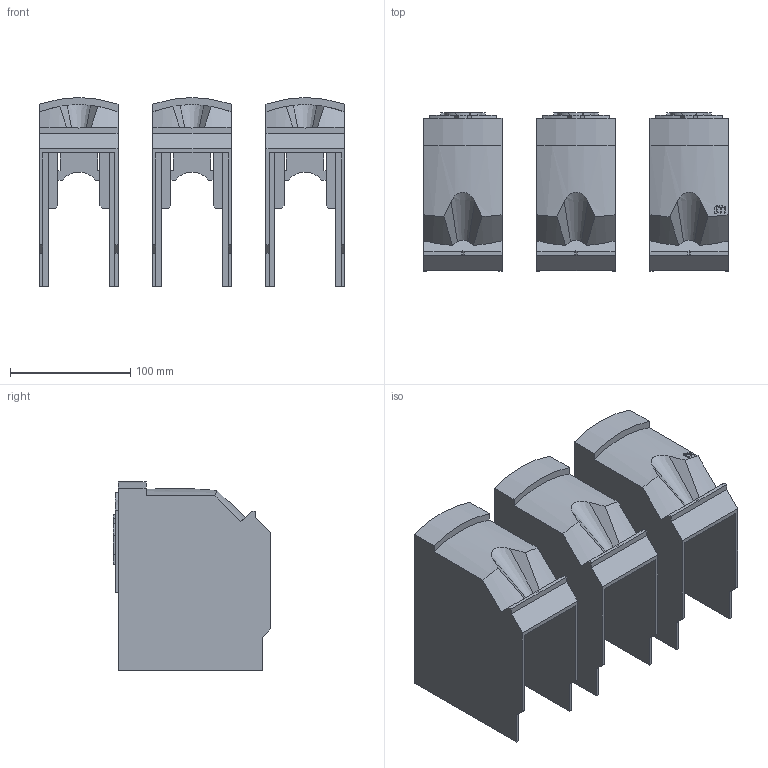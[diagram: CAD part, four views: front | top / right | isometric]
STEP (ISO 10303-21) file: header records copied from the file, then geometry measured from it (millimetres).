
FILE_DESCRIPTION((''),'2;1');
FILE_NAME('38983080_ASM','2021-09-28T',('marketing.praksa'),('Audax d.o.o.'),'CREO PARAMETRIC BY PTC INC, 2017480','CREO PARAMETRIC BY PTC INC, 2017480','');
FILE_SCHEMA(('AUTOMOTIVE_DESIGN { 1 0 10303 214 1 1 1 1 }'));
Length unit declared in the file: millimetre
Products named in the file (5): 38983080_01; 38983080_02; 38983080_03; PRT7274; 38983080_ASM
Assembly tree (4 placements, depth 2):
  38983080_ASM
    38983080_01
    38983080_02
    38983080_03
    PRT7274
Bounding box: 253 x 131.3 x 157 mm (x, y, z)
Volume: 382414.6 mm3; surface area: 307754.8 mm2
Topology: 6 solids, 6 shells, 339 faces, 1038 edges, 684 vertices
Faces by surface type: plane 225, cylinder 108, cone 6
Entity records: 17959 total; most frequent: CARTESIAN_POINT 2656, ORIENTED_EDGE 2076, DIRECTION 1834, PRESENTATION_STYLE_ASSIGNMENT 1383, STYLED_ITEM 1383, CURVE_STYLE 1038, EDGE_CURVE 1038, VECTOR 722
